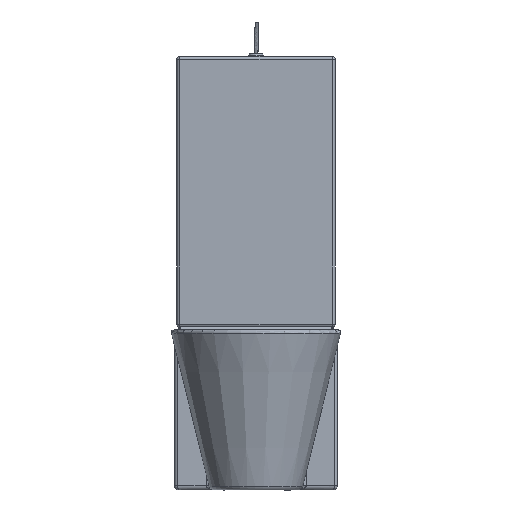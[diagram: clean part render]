
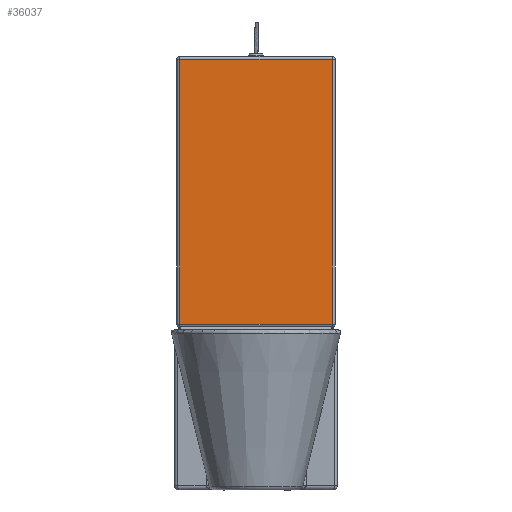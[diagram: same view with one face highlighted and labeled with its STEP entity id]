
A CAD part, front view. The second image highlights one B-rep face of the part: STEP entity #36037.
In plain terms, the highlighted planar face has unit normal (0, -1, 0).
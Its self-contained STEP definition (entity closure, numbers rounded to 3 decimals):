
#35547=CARTESIAN_POINT('',(-18.503,-72.06,7.));
#35548=VERTEX_POINT('',#35547);
#35595=CARTESIAN_POINT('',(-18.503,-72.06,643.0));
#35596=VERTEX_POINT('',#35595);
#35597=CARTESIAN_POINT('',(-18.503,-72.06,7.));
#35598=DIRECTION('',(0.0,0.0,1.0));
#35599=VECTOR('',#35598,636.0);
#35600=LINE('',#35597,#35599);
#35601=EDGE_CURVE('',#35548,#35596,#35600,.T.);
#35635=CARTESIAN_POINT('',(347.497,-72.06,7.));
#35636=VERTEX_POINT('',#35635);
#35644=CARTESIAN_POINT('',(347.497,-72.06,7.));
#35645=DIRECTION('',(-1.0,0.0,0.0));
#35646=VECTOR('',#35645,366.);
#35647=LINE('',#35644,#35646);
#35648=EDGE_CURVE('',#35636,#35548,#35647,.T.);
#35795=CARTESIAN_POINT('',(347.497,-72.06,643.0));
#35796=VERTEX_POINT('',#35795);
#35906=CARTESIAN_POINT('',(347.497,-72.06,643.0));
#35907=DIRECTION('',(0.0,0.0,-1.0));
#35908=VECTOR('',#35907,636.0);
#35909=LINE('',#35906,#35908);
#35910=EDGE_CURVE('',#35796,#35636,#35909,.T.);
#35928=CARTESIAN_POINT('',(-18.503,-72.06,643.0));
#35929=DIRECTION('',(1.0,0.0,0.0));
#35930=VECTOR('',#35929,366.);
#35931=LINE('',#35928,#35930);
#35932=EDGE_CURVE('',#35596,#35796,#35931,.T.);
#36026=CARTESIAN_POINT('',(354.497,-72.06,0.0));
#36027=DIRECTION('',(0.0,-1.0,0.0));
#36028=DIRECTION('',(0.0,0.0,-1.0));
#36029=AXIS2_PLACEMENT_3D('',#36026,#36027,#36028);
#36030=PLANE('',#36029);
#36031=ORIENTED_EDGE('',*,*,#35910,.F.);
#36032=ORIENTED_EDGE('',*,*,#35932,.F.);
#36033=ORIENTED_EDGE('',*,*,#35601,.F.);
#36034=ORIENTED_EDGE('',*,*,#35648,.F.);
#36035=EDGE_LOOP('',(#36031,#36032,#36033,#36034));
#36036=FACE_OUTER_BOUND('',#36035,.T.);
#36037=ADVANCED_FACE('',(#36036),#36030,.T.);
